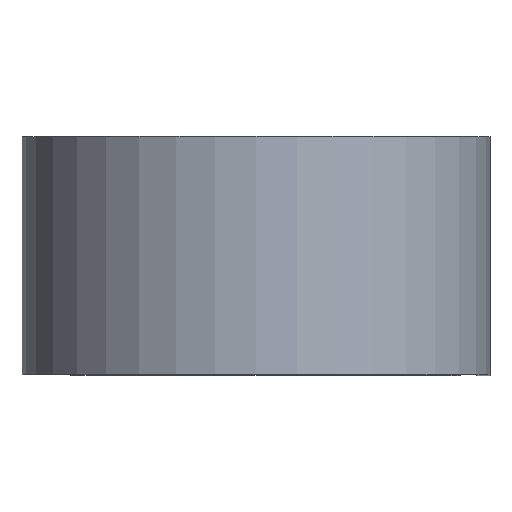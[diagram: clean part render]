
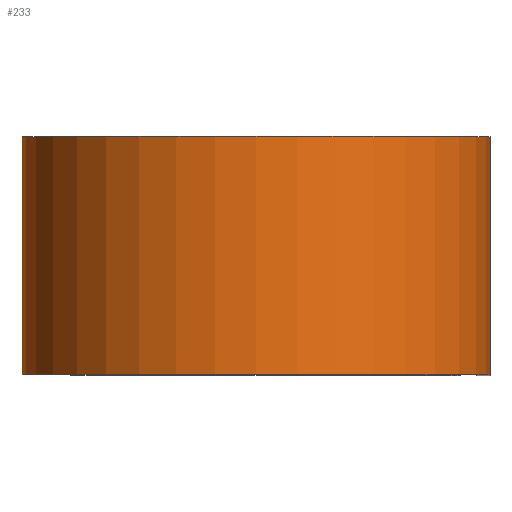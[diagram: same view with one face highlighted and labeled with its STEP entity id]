
A CAD part, top view. The second image highlights one B-rep face of the part: STEP entity #233.
In plain terms, the highlighted cylindrical face has radius 21.857 mm (diameter 43.713 mm), a partial arc.
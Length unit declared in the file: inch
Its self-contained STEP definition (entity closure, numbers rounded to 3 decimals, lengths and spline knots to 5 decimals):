
#38 = ORIENTED_EDGE ( 'NONE', *, *, #603, .T. ) ;
#64 = ORIENTED_EDGE ( 'NONE', *, *, #131, .T. ) ;
#109 = CARTESIAN_POINT ( 'NONE',  ( 0., 0.4375, -0.8605 ) ) ;
#112 = DIRECTION ( 'NONE',  ( 0., -1., 0. ) ) ;
#131 = EDGE_CURVE ( 'NONE', #292, #509, #396, .T. ) ;
#132 = CARTESIAN_POINT ( 'NONE',  ( 0., 0.4375, -0.8605 ) ) ;
#146 = CARTESIAN_POINT ( 'NONE',  ( 0., 0.4375, 0. ) ) ;
#232 = AXIS2_PLACEMENT_3D ( 'NONE', #699, #667, #666 ) ;
#233 = ADVANCED_FACE ( 'NONE', ( #626 ), #656, .T. ) ;
#240 = CARTESIAN_POINT ( 'NONE',  ( 0., -0.4375, -0.8605 ) ) ;
#271 = AXIS2_PLACEMENT_3D ( 'NONE', #277, #319, #275 ) ;
#275 = DIRECTION ( 'NONE',  ( 0., 0., -1. ) ) ;
#277 = CARTESIAN_POINT ( 'NONE',  ( 0., 0.4375, 0. ) ) ;
#292 = VERTEX_POINT ( 'NONE', #132 ) ;
#301 = LINE ( 'NONE', #428, #322 ) ;
#319 = DIRECTION ( 'NONE',  ( 0., -1., 0. ) ) ;
#322 = VECTOR ( 'NONE', #423, 39.37008 ) ;
#344 = CIRCLE ( 'NONE', #714, 0.8605 ) ;
#372 = CIRCLE ( 'NONE', #232, 0.8605 ) ;
#396 = LINE ( 'NONE', #109, #464 ) ;
#423 = DIRECTION ( 'NONE',  ( 0., -1., 0. ) ) ;
#428 = CARTESIAN_POINT ( 'NONE',  ( 0.8605, 0.4375, 0. ) ) ;
#464 = VECTOR ( 'NONE', #112, 39.37008 ) ;
#469 = ORIENTED_EDGE ( 'NONE', *, *, #478, .F. ) ;
#478 = EDGE_CURVE ( 'NONE', #292, #564, #344, .T. ) ;
#495 = ORIENTED_EDGE ( 'NONE', *, *, #547, .F. ) ;
#507 = DIRECTION ( 'NONE',  ( 1., 0., 0. ) ) ;
#509 = VERTEX_POINT ( 'NONE', #240 ) ;
#513 = DIRECTION ( 'NONE',  ( 0., 1., 0. ) ) ;
#525 = VERTEX_POINT ( 'NONE', #693 ) ;
#547 = EDGE_CURVE ( 'NONE', #564, #525, #301, .T. ) ;
#564 = VERTEX_POINT ( 'NONE', #686 ) ;
#603 = EDGE_CURVE ( 'NONE', #509, #525, #372, .T. ) ;
#626 = FACE_OUTER_BOUND ( 'NONE', #696, .T. ) ;
#656 = CYLINDRICAL_SURFACE ( 'NONE', #271, 0.8605 ) ;
#666 = DIRECTION ( 'NONE',  ( 1., 0., 0. ) ) ;
#667 = DIRECTION ( 'NONE',  ( 0., 1., 0. ) ) ;
#686 = CARTESIAN_POINT ( 'NONE',  ( 0.8605, 0.4375, 0. ) ) ;
#693 = CARTESIAN_POINT ( 'NONE',  ( 0.8605, -0.4375, 0. ) ) ;
#696 = EDGE_LOOP ( 'NONE', ( #38, #495, #469, #64 ) ) ;
#699 = CARTESIAN_POINT ( 'NONE',  ( 0., -0.4375, 0. ) ) ;
#714 = AXIS2_PLACEMENT_3D ( 'NONE', #146, #513, #507 ) ;
